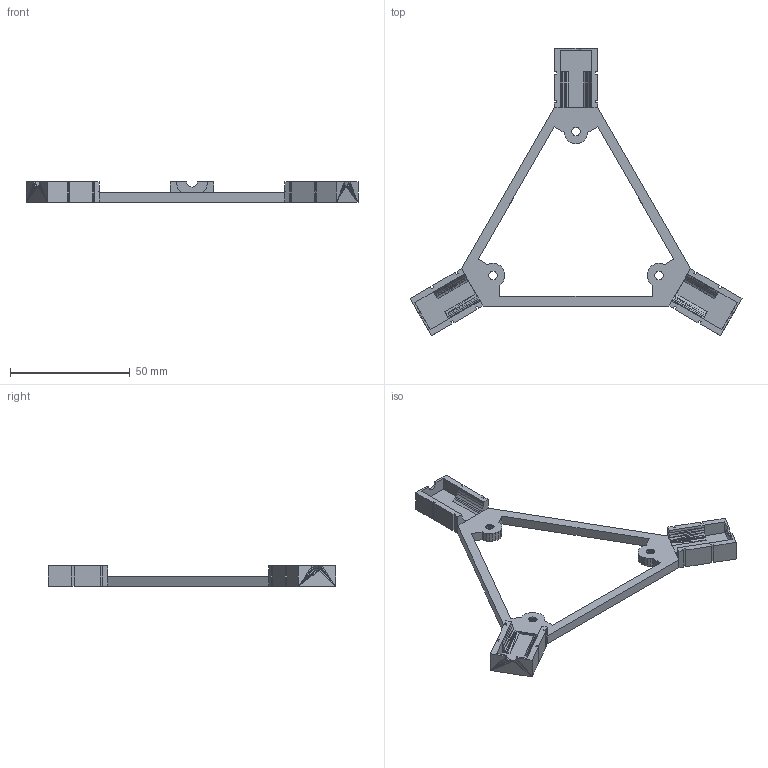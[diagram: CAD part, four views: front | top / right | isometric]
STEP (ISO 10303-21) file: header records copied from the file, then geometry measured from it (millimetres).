
FILE_DESCRIPTION(('FreeCAD Model'),'2;1');
FILE_NAME('Open CASCADE Shape Model','2024-02-27T23:29:30',(''),(''), 'Open CASCADE STEP processor 7.6','FreeCAD','Unknown');
FILE_SCHEMA(('AUTOMOTIVE_DESIGN { 1 0 10303 214 1 1 1 1 }'));
Length unit declared in the file: millimetre
Products named in the file (1): Chassis001 (Solid)001
Bounding box: 138.56 x 119.99 x 8.5 mm (x, y, z)
Volume: 12425.3 mm3; surface area: 10532.7 mm2
Topology: 1 solids, 1 shells, 435 faces, 985 edges, 552 vertices
Faces by surface type: plane 435
Entity records: 24356 total; most frequent: CARTESIAN_POINT 3947, DIRECTION 3831, LINE 2959, VECTOR 2959, ORIENTED_EDGE 1972, PCURVE 1972, DEFINITIONAL_REPRESENTATION 1972, EDGE_CURVE 987
